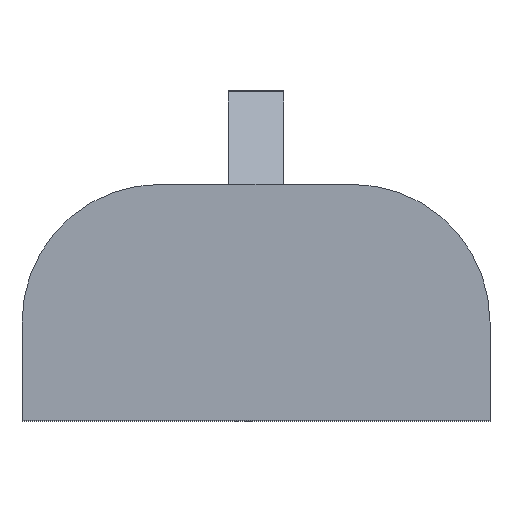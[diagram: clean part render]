
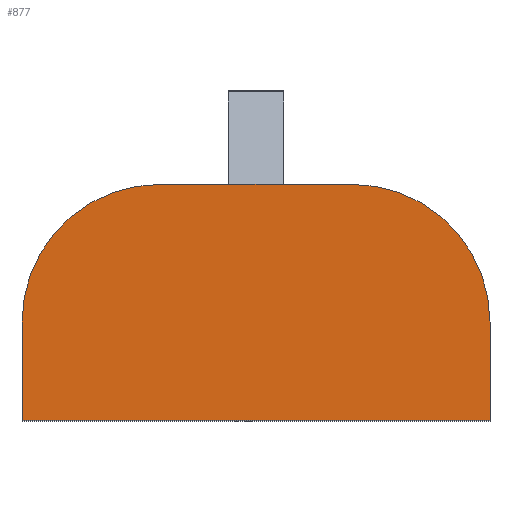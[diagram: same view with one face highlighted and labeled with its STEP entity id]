
A CAD part, top view. The second image highlights one B-rep face of the part: STEP entity #877.
In plain terms, the highlighted planar face has unit normal (0, 0, 1).
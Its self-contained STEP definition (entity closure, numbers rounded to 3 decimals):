
#35 = CIRCLE ( 'NONE', #1434, 1.4 ) ;
#70 = CARTESIAN_POINT ( 'NONE',  ( 3.36, 1., 7. ) ) ;
#79 = VECTOR ( 'NONE', #1787, 1000. ) ;
#99 = DIRECTION ( 'NONE',  ( 0., -1., 0. ) ) ;
#126 = PLANE ( 'NONE',  #201 ) ;
#149 = CARTESIAN_POINT ( 'NONE',  ( 0., 0., 7. ) ) ;
#201 = AXIS2_PLACEMENT_3D ( 'NONE', #422, #1551, #962 ) ;
#267 = ORIENTED_EDGE ( 'NONE', *, *, #1304, .F. ) ;
#286 = CARTESIAN_POINT ( 'NONE',  ( 0., 1., 7. ) ) ;
#301 = VECTOR ( 'NONE', #412, 1000. ) ;
#412 = DIRECTION ( 'NONE',  ( 1., 0., 0. ) ) ;
#422 = CARTESIAN_POINT ( 'NONE',  ( 0., 0., 7. ) ) ;
#430 = FACE_OUTER_BOUND ( 'NONE', #977, .T. ) ;
#432 = EDGE_CURVE ( 'NONE', #515, #1081, #813, .T. ) ;
#515 = VERTEX_POINT ( 'NONE', #286 ) ;
#680 = ORIENTED_EDGE ( 'NONE', *, *, #1052, .T. ) ;
#694 = DIRECTION ( 'NONE',  ( 0., -1., 0. ) ) ;
#813 = LINE ( 'NONE', #149, #1848 ) ;
#852 = VERTEX_POINT ( 'NONE', #1614 ) ;
#877 = ADVANCED_FACE ( 'NONE', ( #430 ), #126, .T. ) ;
#906 = CIRCLE ( 'NONE', #1575, 1.4 ) ;
#909 = VERTEX_POINT ( 'NONE', #1244 ) ;
#910 = ORIENTED_EDGE ( 'NONE', *, *, #432, .T. ) ;
#955 = EDGE_CURVE ( 'NONE', #1568, #1493, #985, .T. ) ;
#962 = DIRECTION ( 'NONE',  ( 1., 0., 0. ) ) ;
#965 = DIRECTION ( 'NONE',  ( 0., 0., 1. ) ) ;
#972 = CARTESIAN_POINT ( 'NONE',  ( 3.36, 2.4, 7. ) ) ;
#977 = EDGE_LOOP ( 'NONE', ( #1747, #1211, #910, #1713, #267, #680 ) ) ;
#985 = LINE ( 'NONE', #1829, #79 ) ;
#1044 = CARTESIAN_POINT ( 'NONE',  ( 4.76, 0., 7. ) ) ;
#1052 = EDGE_CURVE ( 'NONE', #909, #1568, #35, .T. ) ;
#1081 = VERTEX_POINT ( 'NONE', #1228 ) ;
#1148 = CARTESIAN_POINT ( 'NONE',  ( 1.4, 1., 7. ) ) ;
#1179 = CARTESIAN_POINT ( 'NONE',  ( 1.4, 2.4, 7. ) ) ;
#1211 = ORIENTED_EDGE ( 'NONE', *, *, #1571, .T. ) ;
#1225 = LINE ( 'NONE', #1044, #1694 ) ;
#1228 = CARTESIAN_POINT ( 'NONE',  ( 0., 0., 7. ) ) ;
#1242 = DIRECTION ( 'NONE',  ( 1., 0., 0. ) ) ;
#1244 = CARTESIAN_POINT ( 'NONE',  ( 4.76, 1., 7. ) ) ;
#1304 = EDGE_CURVE ( 'NONE', #909, #852, #1225, .T. ) ;
#1348 = LINE ( 'NONE', #1698, #301 ) ;
#1434 = AXIS2_PLACEMENT_3D ( 'NONE', #70, #965, #1840 ) ;
#1493 = VERTEX_POINT ( 'NONE', #1179 ) ;
#1518 = DIRECTION ( 'NONE',  ( 0., 0., 1. ) ) ;
#1551 = DIRECTION ( 'NONE',  ( 0., 0., 1. ) ) ;
#1568 = VERTEX_POINT ( 'NONE', #972 ) ;
#1571 = EDGE_CURVE ( 'NONE', #1493, #515, #906, .T. ) ;
#1575 = AXIS2_PLACEMENT_3D ( 'NONE', #1148, #1518, #1242 ) ;
#1614 = CARTESIAN_POINT ( 'NONE',  ( 4.76, 0., 7. ) ) ;
#1694 = VECTOR ( 'NONE', #694, 1000. ) ;
#1698 = CARTESIAN_POINT ( 'NONE',  ( 0., 0., 7. ) ) ;
#1713 = ORIENTED_EDGE ( 'NONE', *, *, #1819, .T. ) ;
#1747 = ORIENTED_EDGE ( 'NONE', *, *, #955, .T. ) ;
#1787 = DIRECTION ( 'NONE',  ( -1., 0., 0. ) ) ;
#1819 = EDGE_CURVE ( 'NONE', #1081, #852, #1348, .T. ) ;
#1829 = CARTESIAN_POINT ( 'NONE',  ( 0., 2.4, 7. ) ) ;
#1840 = DIRECTION ( 'NONE',  ( 1., 0., 0. ) ) ;
#1848 = VECTOR ( 'NONE', #99, 1000. ) ;
